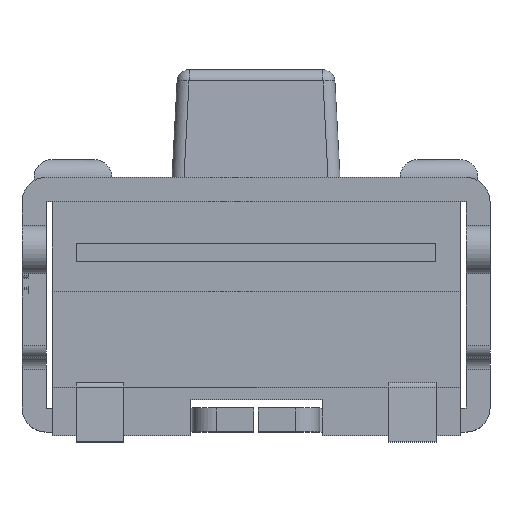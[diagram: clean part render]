
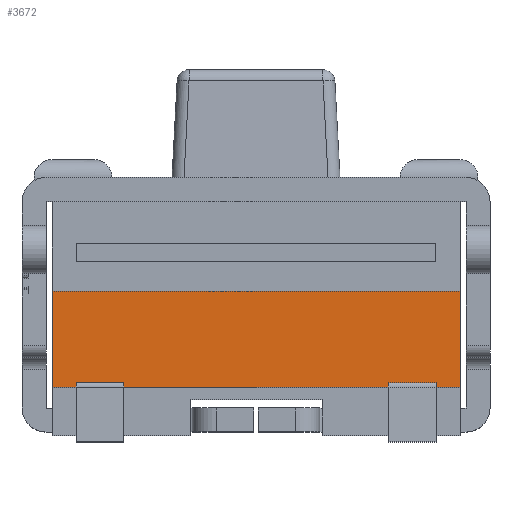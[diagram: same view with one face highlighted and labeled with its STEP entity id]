
A CAD part, top view. The second image highlights one B-rep face of the part: STEP entity #3672.
In plain terms, the highlighted planar face has unit normal (0, 0, 1).
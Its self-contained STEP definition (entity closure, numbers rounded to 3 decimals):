
#435=DIRECTION('',(1.,0.,0.));
#436=VECTOR('',#435,3.4);
#437=CARTESIAN_POINT('',(-1.7,1.2,0.8));
#438=LINE('',#437,#436);
#439=DIRECTION('',(0.,1.,0.));
#440=VECTOR('',#439,0.8);
#441=CARTESIAN_POINT('',(1.7,0.4,0.8));
#442=LINE('',#441,#440);
#443=DIRECTION('',(1.,0.,0.));
#444=VECTOR('',#443,0.2);
#445=CARTESIAN_POINT('',(1.5,0.4,0.8));
#446=LINE('',#445,#444);
#447=DIRECTION('',(0.,1.,0.));
#448=VECTOR('',#447,0.038);
#449=CARTESIAN_POINT('',(1.5,0.4,0.8));
#450=LINE('',#449,#448);
#451=DIRECTION('',(1.,0.,0.));
#452=VECTOR('',#451,0.4);
#453=CARTESIAN_POINT('',(1.1,0.438,0.8));
#454=LINE('',#453,#452);
#455=DIRECTION('',(0.,1.,0.));
#456=VECTOR('',#455,0.038);
#457=CARTESIAN_POINT('',(1.1,0.4,0.8));
#458=LINE('',#457,#456);
#459=DIRECTION('',(1.,0.,0.));
#460=VECTOR('',#459,2.2);
#461=CARTESIAN_POINT('',(-1.1,0.4,0.8));
#462=LINE('',#461,#460);
#463=DIRECTION('',(0.,1.,0.));
#464=VECTOR('',#463,0.038);
#465=CARTESIAN_POINT('',(-1.1,0.4,0.8));
#466=LINE('',#465,#464);
#467=DIRECTION('',(1.,0.,0.));
#468=VECTOR('',#467,0.4);
#469=CARTESIAN_POINT('',(-1.5,0.438,0.8));
#470=LINE('',#469,#468);
#471=DIRECTION('',(0.,1.,0.));
#472=VECTOR('',#471,0.038);
#473=CARTESIAN_POINT('',(-1.5,0.4,0.8));
#474=LINE('',#473,#472);
#475=DIRECTION('',(1.,0.,0.));
#476=VECTOR('',#475,0.2);
#477=CARTESIAN_POINT('',(-1.7,0.4,0.8));
#478=LINE('',#477,#476);
#479=DIRECTION('',(0.,-1.,0.));
#480=VECTOR('',#479,0.8);
#481=CARTESIAN_POINT('',(-1.7,1.2,0.8));
#482=LINE('',#481,#480);
#2593=CARTESIAN_POINT('',(1.7,0.4,0.8));
#2594=VERTEX_POINT('',#2593);
#2599=CARTESIAN_POINT('',(-1.7,0.4,0.8));
#2600=VERTEX_POINT('',#2599);
#2615=CARTESIAN_POINT('',(-1.5,0.4,0.8));
#2616=CARTESIAN_POINT('',(-1.5,0.438,0.8));
#2617=VERTEX_POINT('',#2615);
#2618=VERTEX_POINT('',#2616);
#2619=CARTESIAN_POINT('',(-1.1,0.4,0.8));
#2620=CARTESIAN_POINT('',(-1.1,0.438,0.8));
#2621=VERTEX_POINT('',#2619);
#2622=VERTEX_POINT('',#2620);
#2699=CARTESIAN_POINT('',(1.5,0.438,0.8));
#2700=VERTEX_POINT('',#2699);
#2703=CARTESIAN_POINT('',(1.1,0.438,0.8));
#2704=VERTEX_POINT('',#2703);
#2805=CARTESIAN_POINT('',(1.5,0.4,0.8));
#2806=VERTEX_POINT('',#2805);
#2807=CARTESIAN_POINT('',(1.1,0.4,0.8));
#2808=VERTEX_POINT('',#2807);
#2809=CARTESIAN_POINT('',(-1.7,1.2,0.8));
#2810=CARTESIAN_POINT('',(1.7,1.2,0.8));
#2811=VERTEX_POINT('',#2809);
#2812=VERTEX_POINT('',#2810);
#3649=CARTESIAN_POINT('',(0.,0.,0.8));
#3650=DIRECTION('',(0.,0.,1.));
#3651=DIRECTION('',(1.,0.,0.));
#3652=AXIS2_PLACEMENT_3D('',#3649,#3650,#3651);
#3653=PLANE('',#3652);
#3655=ORIENTED_EDGE('',*,*,#3654,.T.);
#3656=ORIENTED_EDGE('',*,*,#3273,.F.);
#3657=ORIENTED_EDGE('',*,*,#3510,.F.);
#3658=ORIENTED_EDGE('',*,*,#3539,.T.);
#3659=ORIENTED_EDGE('',*,*,#3561,.F.);
#3660=ORIENTED_EDGE('',*,*,#3617,.F.);
#3661=ORIENTED_EDGE('',*,*,#3523,.F.);
#3663=ORIENTED_EDGE('',*,*,#3662,.T.);
#3665=ORIENTED_EDGE('',*,*,#3664,.F.);
#3667=ORIENTED_EDGE('',*,*,#3666,.F.);
#3668=ORIENTED_EDGE('',*,*,#3515,.F.);
#3669=ORIENTED_EDGE('',*,*,#3192,.F.);
#3670=EDGE_LOOP('',(#3655,#3656,#3657,#3658,#3659,#3660,#3661,#3663,#3665,#3667,
#3668,#3669));
#3671=FACE_OUTER_BOUND('',#3670,.F.);
#3192=EDGE_CURVE('',#2811,#2600,#482,.T.);
#3273=EDGE_CURVE('',#2594,#2812,#442,.T.);
#3510=EDGE_CURVE('',#2806,#2594,#446,.T.);
#3515=EDGE_CURVE('',#2600,#2617,#478,.T.);
#3523=EDGE_CURVE('',#2621,#2808,#462,.T.);
#3539=EDGE_CURVE('',#2806,#2700,#450,.T.);
#3561=EDGE_CURVE('',#2704,#2700,#454,.T.);
#3617=EDGE_CURVE('',#2808,#2704,#458,.T.);
#3654=EDGE_CURVE('',#2811,#2812,#438,.T.);
#3662=EDGE_CURVE('',#2621,#2622,#466,.T.);
#3664=EDGE_CURVE('',#2618,#2622,#470,.T.);
#3666=EDGE_CURVE('',#2617,#2618,#474,.T.);
#3672=ADVANCED_FACE('',(#3671),#3653,.T.);
